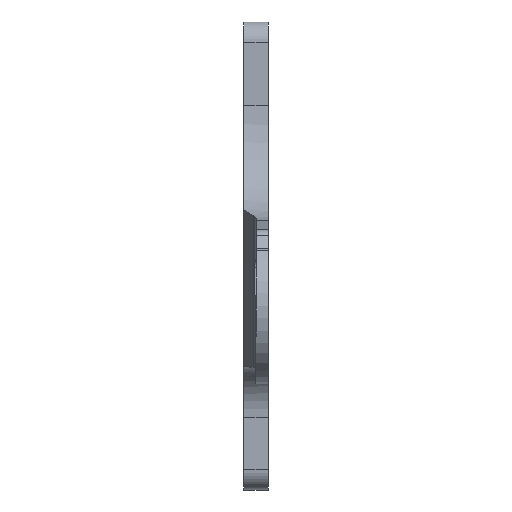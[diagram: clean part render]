
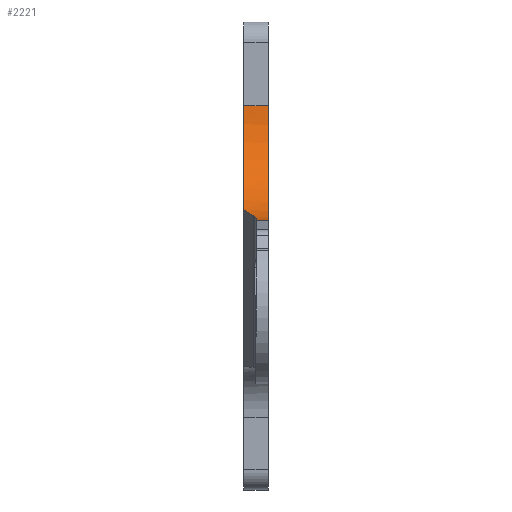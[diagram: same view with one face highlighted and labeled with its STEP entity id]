
A CAD part, top view. The second image highlights one B-rep face of the part: STEP entity #2221.
In plain terms, the highlighted cylindrical face has radius 70.31 mm (diameter 140.62 mm), a partial arc.
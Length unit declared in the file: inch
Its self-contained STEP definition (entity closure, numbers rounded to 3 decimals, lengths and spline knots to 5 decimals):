
#71 = CARTESIAN_POINT ( 'NONE',  ( -0.05, 10.4106, -29.49146 ) ) ;
#158 = CARTESIAN_POINT ( 'NONE',  ( 0.23767, 10.22133, -28.97955 ) ) ;
#255 = AXIS2_PLACEMENT_3D ( 'NONE', #2620, #781, #405 ) ;
#330 = AXIS2_PLACEMENT_3D ( 'NONE', #2141, #2794, #4629 ) ;
#405 = DIRECTION ( 'NONE',  ( 0., 1., 0. ) ) ;
#512 = CARTESIAN_POINT ( 'NONE',  ( 0.21957, 10.23849, -29.04324 ) ) ;
#516 = CARTESIAN_POINT ( 'NONE',  ( -0.05, 10.14129, -28.51043 ) ) ;
#554 = VERTEX_POINT ( 'NONE', #1611 ) ;
#781 = DIRECTION ( 'NONE',  ( -1., 0., 0. ) ) ;
#846 = CARTESIAN_POINT ( 'NONE',  ( 0.25, 10.19982, -28.89121 ) ) ;
#891 = LINE ( 'NONE', #516, #3642 ) ;
#932 =( BOUNDED_CURVE ( )  B_SPLINE_CURVE ( 3, ( #71, #3406, #2995, #3745 ),
 .UNSPECIFIED., .F., .F. ) 
 B_SPLINE_CURVE_WITH_KNOTS ( ( 4, 4 ),
 ( 4.34277, 4.48695 ),
 .UNSPECIFIED. ) 
 CURVE ( )  GEOMETRIC_REPRESENTATION_ITEM ( )  RATIONAL_B_SPLINE_CURVE ( ( 1., 0.998, 0.998, 1. ) ) 
 REPRESENTATION_ITEM ( '' )  );
#954 = VERTEX_POINT ( 'NONE', #3138 ) ;
#980 = CARTESIAN_POINT ( 'NONE',  ( 0.55, 12.89985, -28.28063 ) ) ;
#1012 = CIRCLE ( 'NONE', #4131, 2.76812 ) ;
#1066 = DIRECTION ( 'NONE',  ( 0., 0., -1. ) ) ;
#1106 = CARTESIAN_POINT ( 'NONE',  ( -0.05, 12.89985, -31.04875 ) ) ;
#1231 = EDGE_CURVE ( 'NONE', #3263, #2188, #4371, .T. ) ;
#1252 = DIRECTION ( 'NONE',  ( 1., 0., 0. ) ) ;
#1398 = DIRECTION ( 'NONE',  ( 1., 0., 0. ) ) ;
#1494 = VERTEX_POINT ( 'NONE', #3744 ) ;
#1517 = CARTESIAN_POINT ( 'NONE',  ( 0.17875, 10.26246, -29.12123 ) ) ;
#1608 = CARTESIAN_POINT ( 'NONE',  ( 0.25, 10.19493, -28.86872 ) ) ;
#1611 = CARTESIAN_POINT ( 'NONE',  ( 0.17875, 10.26246, -29.12123 ) ) ;
#1628 = EDGE_CURVE ( 'NONE', #954, #1494, #1012, .T. ) ;
#1796 = EDGE_CURVE ( 'NONE', #4362, #3649, #2994, .T. ) ;
#1807 = ORIENTED_EDGE ( 'NONE', *, *, #3524, .T. ) ;
#1904 = CARTESIAN_POINT ( 'NONE',  ( 0.2423, 10.2157, -28.95761 ) ) ;
#2141 = CARTESIAN_POINT ( 'NONE',  ( -0.05, 12.89985, -28.28063 ) ) ;
#2188 = VERTEX_POINT ( 'NONE', #4692 ) ;
#2221 = ADVANCED_FACE ( 'NONE', ( #4637 ), #4293, .F. ) ;
#2275 = CARTESIAN_POINT ( 'NONE',  ( 0.24845, 10.20495, -28.91348 ) ) ;
#2492 = CARTESIAN_POINT ( 'NONE',  ( 0.25, 10.19493, -28.86872 ) ) ;
#2586 = LINE ( 'NONE', #1106, #4600 ) ;
#2620 = CARTESIAN_POINT ( 'NONE',  ( 0.25, 12.89985, -28.28063 ) ) ;
#2659 = EDGE_CURVE ( 'NONE', #2188, #1494, #2586, .T. ) ;
#2794 = DIRECTION ( 'NONE',  ( 1., 0., 0. ) ) ;
#2994 = CIRCLE ( 'NONE', #255, 2.76812 ) ;
#2995 = CARTESIAN_POINT ( 'NONE',  ( 0.10088, 10.30289, -29.2481 ) ) ;
#3118 = EDGE_LOOP ( 'NONE', ( #1807, #3194, #4259, #4275, #3623, #4038, #4503 ) ) ;
#3127 = CARTESIAN_POINT ( 'NONE',  ( 0.25, 10.14129, -28.51043 ) ) ;
#3138 = CARTESIAN_POINT ( 'NONE',  ( 0.55, 10.14129, -28.51043 ) ) ;
#3152 = EDGE_CURVE ( 'NONE', #3649, #954, #891, .T. ) ;
#3194 = ORIENTED_EDGE ( 'NONE', *, *, #3498, .T. ) ;
#3263 = VERTEX_POINT ( 'NONE', #3685 ) ;
#3406 = CARTESIAN_POINT ( 'NONE',  ( 0.0245, 10.35236, -29.37172 ) ) ;
#3498 = EDGE_CURVE ( 'NONE', #554, #4362, #4349, .T. ) ;
#3524 = EDGE_CURVE ( 'NONE', #3263, #554, #932, .T. ) ;
#3594 = DIRECTION ( 'NONE',  ( 1., 0., 0. ) ) ;
#3623 = ORIENTED_EDGE ( 'NONE', *, *, #1628, .T. ) ;
#3642 = VECTOR ( 'NONE', #1252, 39.37008 ) ;
#3649 = VERTEX_POINT ( 'NONE', #3127 ) ;
#3685 = CARTESIAN_POINT ( 'NONE',  ( -0.05, 10.4106, -29.49146 ) ) ;
#3744 = CARTESIAN_POINT ( 'NONE',  ( 0.55, 12.89985, -31.04875 ) ) ;
#3745 = CARTESIAN_POINT ( 'NONE',  ( 0.17875, 10.26246, -29.12123 ) ) ;
#3911 = DIRECTION ( 'NONE',  ( 1., 0., 0. ) ) ;
#4038 = ORIENTED_EDGE ( 'NONE', *, *, #2659, .F. ) ;
#4131 = AXIS2_PLACEMENT_3D ( 'NONE', #980, #1398, #4330 ) ;
#4259 = ORIENTED_EDGE ( 'NONE', *, *, #1796, .T. ) ;
#4275 = ORIENTED_EDGE ( 'NONE', *, *, #3152, .T. ) ;
#4293 = CYLINDRICAL_SURFACE ( 'NONE', #4522, 2.76812 ) ;
#4330 = DIRECTION ( 'NONE',  ( 0., 0., -1. ) ) ;
#4337 = CARTESIAN_POINT ( 'NONE',  ( -0.05, 12.89985, -28.28063 ) ) ;
#4349 = B_SPLINE_CURVE_WITH_KNOTS ( 'NONE', 3,
 ( #1517, #4411, #512, #158, #1904, #2275, #846, #1608 ),
 .UNSPECIFIED., .F., .F.,
 ( 4, 2, 2, 4 ),
 ( 0., 0.00346, 0.00519, 0.00692 ),
 .UNSPECIFIED. ) ;
#4362 = VERTEX_POINT ( 'NONE', #2492 ) ;
#4371 = CIRCLE ( 'NONE', #330, 2.76812 ) ;
#4411 = CARTESIAN_POINT ( 'NONE',  ( 0.20198, 10.25039, -29.08338 ) ) ;
#4503 = ORIENTED_EDGE ( 'NONE', *, *, #1231, .F. ) ;
#4522 = AXIS2_PLACEMENT_3D ( 'NONE', #4337, #3911, #1066 ) ;
#4600 = VECTOR ( 'NONE', #3594, 39.37008 ) ;
#4629 = DIRECTION ( 'NONE',  ( 0., 0., -1. ) ) ;
#4637 = FACE_OUTER_BOUND ( 'NONE', #3118, .T. ) ;
#4692 = CARTESIAN_POINT ( 'NONE',  ( -0.05, 12.89985, -31.04875 ) ) ;
